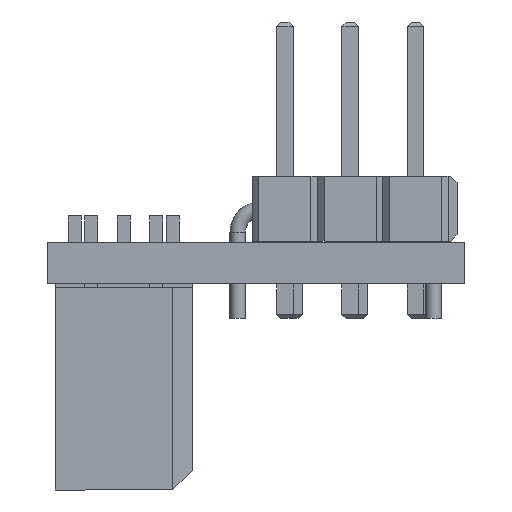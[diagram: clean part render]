
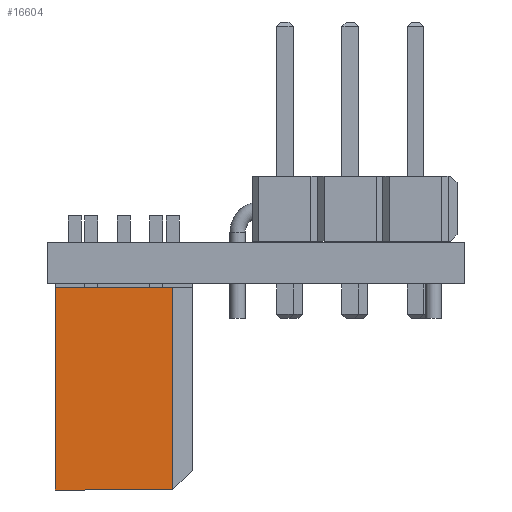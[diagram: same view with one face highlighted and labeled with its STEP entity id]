
A CAD part, left-side view. The second image highlights one B-rep face of the part: STEP entity #16604.
In plain terms, the highlighted planar face has unit normal (-1, 0, 0).
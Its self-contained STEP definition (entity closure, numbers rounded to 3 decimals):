
#13085 = VERTEX_POINT('',#13086);
#13086 = CARTESIAN_POINT('',(-6.195,-4.845,9.778));
#13100 = PLANE('',#13101);
#13101 = AXIS2_PLACEMENT_3D('',#13102,#13103,#13104);
#13102 = CARTESIAN_POINT('',(-6.195,-4.845,9.778));
#13103 = DIRECTION('',(0.707,-0.707,0.));
#13104 = DIRECTION('',(0.,0.,-1.));
#13126 = PLANE('',#13127);
#13127 = AXIS2_PLACEMENT_3D('',#13128,#13129,#13130);
#13128 = CARTESIAN_POINT('',(-6.195,-4.083,9.778));
#13129 = DIRECTION('',(0.,0.,1.));
#13130 = DIRECTION('',(1.,0.,-0.));
#13165 = EDGE_CURVE('',#13085,#13166,#13168,.T.);
#13166 = VERTEX_POINT('',#13167);
#13167 = CARTESIAN_POINT('',(-6.195,-4.845,1.904));
#13168 = SURFACE_CURVE('',#13169,(#13173,#13180),.PCURVE_S1.);
#13169 = LINE('',#13170,#13171);
#13170 = CARTESIAN_POINT('',(-6.195,-4.845,9.778));
#13171 = VECTOR('',#13172,1.);
#13172 = DIRECTION('',(0.,0.,-1.));
#13173 = PCURVE('',#13100,#13174);
#13174 = DEFINITIONAL_REPRESENTATION('',(#13175),#13179);
#13175 = LINE('',#13176,#13177);
#13176 = CARTESIAN_POINT('',(0.,0.));
#13177 = VECTOR('',#13178,1.);
#13178 = DIRECTION('',(1.,0.));
#13179 = ( GEOMETRIC_REPRESENTATION_CONTEXT(2) 
PARAMETRIC_REPRESENTATION_CONTEXT() REPRESENTATION_CONTEXT('2D SPACE',''
  ) );
#13180 = PCURVE('',#13181,#13186);
#13181 = PLANE('',#13182);
#13182 = AXIS2_PLACEMENT_3D('',#13183,#13184,#13185);
#13183 = CARTESIAN_POINT('',(-6.195,-4.083,9.778));
#13184 = DIRECTION('',(1.,0.,0.));
#13185 = DIRECTION('',(0.,0.,-1.));
#13186 = DEFINITIONAL_REPRESENTATION('',(#13187),#13191);
#13187 = LINE('',#13188,#13189);
#13188 = CARTESIAN_POINT('',(0.,-0.762));
#13189 = VECTOR('',#13190,1.);
#13190 = DIRECTION('',(1.,0.));
#13191 = ( GEOMETRIC_REPRESENTATION_CONTEXT(2) 
PARAMETRIC_REPRESENTATION_CONTEXT() REPRESENTATION_CONTEXT('2D SPACE',''
  ) );
#13207 = PLANE('',#13208);
#13208 = AXIS2_PLACEMENT_3D('',#13209,#13210,#13211);
#13209 = CARTESIAN_POINT('',(-3.909,-1.783,1.904));
#13210 = DIRECTION('',(0.,0.,1.));
#13211 = DIRECTION('',(1.,0.,0.));
#13990 = PLANE('',#13991);
#13991 = AXIS2_PLACEMENT_3D('',#13992,#13993,#13994);
#13992 = CARTESIAN_POINT('',(-6.195,-9.417,9.778));
#13993 = DIRECTION('',(0.,1.,0.));
#13994 = DIRECTION('',(0.,-0.,1.));
#16265 = EDGE_CURVE('',#13085,#16266,#16268,.T.);
#16266 = VERTEX_POINT('',#16267);
#16267 = CARTESIAN_POINT('',(-6.195,-9.417,9.778));
#16268 = SURFACE_CURVE('',#16269,(#16273,#16280),.PCURVE_S1.);
#16269 = LINE('',#16270,#16271);
#16270 = CARTESIAN_POINT('',(-6.195,-4.845,9.778));
#16271 = VECTOR('',#16272,1.);
#16272 = DIRECTION('',(0.,-1.,0.));
#16273 = PCURVE('',#13126,#16274);
#16274 = DEFINITIONAL_REPRESENTATION('',(#16275),#16279);
#16275 = LINE('',#16276,#16277);
#16276 = CARTESIAN_POINT('',(0.,-0.762));
#16277 = VECTOR('',#16278,1.);
#16278 = DIRECTION('',(0.,-1.));
#16279 = ( GEOMETRIC_REPRESENTATION_CONTEXT(2) 
PARAMETRIC_REPRESENTATION_CONTEXT() REPRESENTATION_CONTEXT('2D SPACE',''
  ) );
#16280 = PCURVE('',#13181,#16281);
#16281 = DEFINITIONAL_REPRESENTATION('',(#16282),#16286);
#16282 = LINE('',#16283,#16284);
#16283 = CARTESIAN_POINT('',(0.,-0.762));
#16284 = VECTOR('',#16285,1.);
#16285 = DIRECTION('',(-0.,-1.));
#16286 = ( GEOMETRIC_REPRESENTATION_CONTEXT(2) 
PARAMETRIC_REPRESENTATION_CONTEXT() REPRESENTATION_CONTEXT('2D SPACE',''
  ) );
#16487 = VERTEX_POINT('',#16488);
#16488 = CARTESIAN_POINT('',(-6.195,-9.417,1.904));
#16509 = EDGE_CURVE('',#16266,#16487,#16510,.T.);
#16510 = SURFACE_CURVE('',#16511,(#16515,#16522),.PCURVE_S1.);
#16511 = LINE('',#16512,#16513);
#16512 = CARTESIAN_POINT('',(-6.195,-9.417,9.778));
#16513 = VECTOR('',#16514,1.);
#16514 = DIRECTION('',(0.,0.,-1.));
#16515 = PCURVE('',#13990,#16516);
#16516 = DEFINITIONAL_REPRESENTATION('',(#16517),#16521);
#16517 = LINE('',#16518,#16519);
#16518 = CARTESIAN_POINT('',(0.,0.));
#16519 = VECTOR('',#16520,1.);
#16520 = DIRECTION('',(-1.,0.));
#16521 = ( GEOMETRIC_REPRESENTATION_CONTEXT(2) 
PARAMETRIC_REPRESENTATION_CONTEXT() REPRESENTATION_CONTEXT('2D SPACE',''
  ) );
#16522 = PCURVE('',#13181,#16523);
#16523 = DEFINITIONAL_REPRESENTATION('',(#16524),#16528);
#16524 = LINE('',#16525,#16526);
#16525 = CARTESIAN_POINT('',(-0.,-5.334));
#16526 = VECTOR('',#16527,1.);
#16527 = DIRECTION('',(1.,0.));
#16528 = ( GEOMETRIC_REPRESENTATION_CONTEXT(2) 
PARAMETRIC_REPRESENTATION_CONTEXT() REPRESENTATION_CONTEXT('2D SPACE',''
  ) );
#16604 = ADVANCED_FACE('',(#16605),#13181,.F.);
#16605 = FACE_BOUND('',#16606,.T.);
#16606 = EDGE_LOOP('',(#16607,#16608,#16609,#16630));
#16607 = ORIENTED_EDGE('',*,*,#16265,.F.);
#16608 = ORIENTED_EDGE('',*,*,#13165,.T.);
#16609 = ORIENTED_EDGE('',*,*,#16610,.T.);
#16610 = EDGE_CURVE('',#13166,#16487,#16611,.T.);
#16611 = SURFACE_CURVE('',#16612,(#16616,#16623),.PCURVE_S1.);
#16612 = LINE('',#16613,#16614);
#16613 = CARTESIAN_POINT('',(-6.195,-4.845,1.904));
#16614 = VECTOR('',#16615,1.);
#16615 = DIRECTION('',(0.,-1.,0.));
#16616 = PCURVE('',#13181,#16617);
#16617 = DEFINITIONAL_REPRESENTATION('',(#16618),#16622);
#16618 = LINE('',#16619,#16620);
#16619 = CARTESIAN_POINT('',(7.874,-0.762));
#16620 = VECTOR('',#16621,1.);
#16621 = DIRECTION('',(-0.,-1.));
#16622 = ( GEOMETRIC_REPRESENTATION_CONTEXT(2) 
PARAMETRIC_REPRESENTATION_CONTEXT() REPRESENTATION_CONTEXT('2D SPACE',''
  ) );
#16623 = PCURVE('',#13207,#16624);
#16624 = DEFINITIONAL_REPRESENTATION('',(#16625),#16629);
#16625 = LINE('',#16626,#16627);
#16626 = CARTESIAN_POINT('',(-2.286,-3.062));
#16627 = VECTOR('',#16628,1.);
#16628 = DIRECTION('',(0.,-1.));
#16629 = ( GEOMETRIC_REPRESENTATION_CONTEXT(2) 
PARAMETRIC_REPRESENTATION_CONTEXT() REPRESENTATION_CONTEXT('2D SPACE',''
  ) );
#16630 = ORIENTED_EDGE('',*,*,#16509,.F.);
